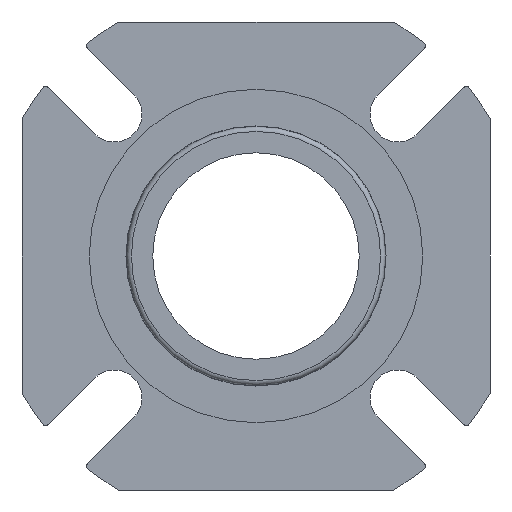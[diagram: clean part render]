
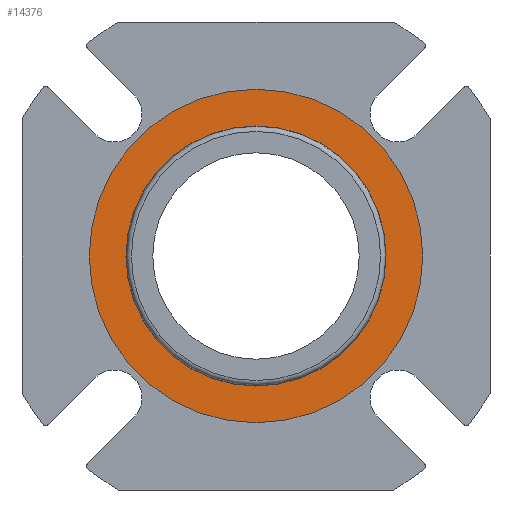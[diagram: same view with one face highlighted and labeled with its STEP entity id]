
A CAD part, left-side view. The second image highlights one B-rep face of the part: STEP entity #14376.
In plain terms, the highlighted planar face has unit normal (-1, 0, 0).
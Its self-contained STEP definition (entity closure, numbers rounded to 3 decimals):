
#3095=PLANE('',#15583);
#7380=ORIENTED_EDGE('',*,*,#9528,.F.);
#7381=ORIENTED_EDGE('',*,*,#9530,.T.);
#9528=EDGE_CURVE('',#10890,#10890,#11412,.F.);
#9530=EDGE_CURVE('',#10892,#10892,#11414,.T.);
#10890=VERTEX_POINT('',#29878);
#10892=VERTEX_POINT('',#29885);
#11412=CIRCLE('',#15577,40.945);
#11414=CIRCLE('',#15582,52.5);
#12330=EDGE_LOOP('',(#7380));
#12331=EDGE_LOOP('',(#7381));
#13251=FACE_BOUND('',#12330,.T.);
#13252=FACE_BOUND('',#12331,.T.);
#14376=ADVANCED_FACE('',(#13251,#13252),#3095,.F.);
#15577=AXIS2_PLACEMENT_3D('',#29877,#18843,#18844);
#15582=AXIS2_PLACEMENT_3D('',#29884,#18853,#18854);
#15583=AXIS2_PLACEMENT_3D('',#29886,#18855,#18856);
#18843=DIRECTION('',(1.,0.,0.));
#18844=DIRECTION('',(0.,0.,-1.));
#18853=DIRECTION('',(-1.,0.,0.));
#18854=DIRECTION('',(0.,0.,1.));
#18855=DIRECTION('',(1.,0.,0.));
#18856=DIRECTION('',(0.,0.,-1.));
#29877=CARTESIAN_POINT('',(-13.97,0.,0.));
#29878=CARTESIAN_POINT('',(-13.97,0.,-40.945));
#29884=CARTESIAN_POINT('',(-13.97,0.,0.));
#29885=CARTESIAN_POINT('',(-13.97,0.,52.5));
#29886=CARTESIAN_POINT('',(-13.97,0.,52.5));
